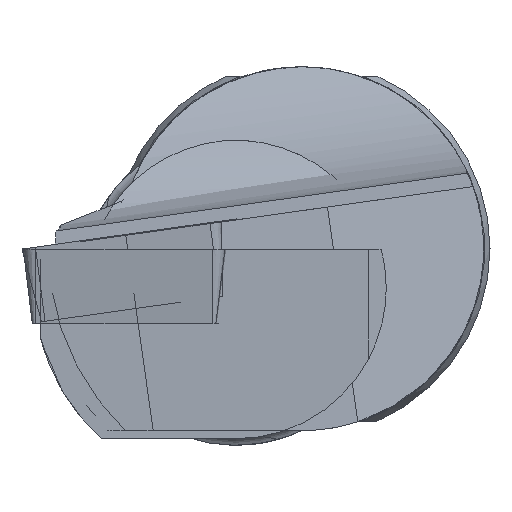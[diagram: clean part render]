
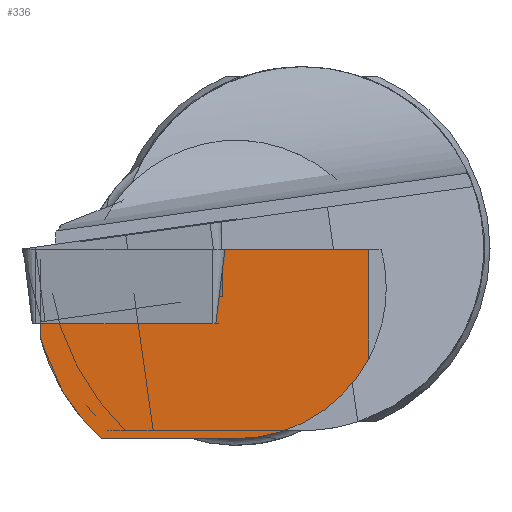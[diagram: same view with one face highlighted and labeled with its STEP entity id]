
A CAD part, left-side view. The second image highlights one B-rep face of the part: STEP entity #336.
In plain terms, the highlighted planar face has unit normal (-1, 0, 0).
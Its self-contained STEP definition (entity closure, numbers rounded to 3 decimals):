
#262=CIRCLE('',#1529,6.425);
#265=CIRCLE('',#1535,4.788);
#336=ADVANCED_FACE('',(#439),#382,.F.);
#382=PLANE('',#1536);
#439=FACE_OUTER_BOUND('',#541,.T.);
#541=EDGE_LOOP('',(#855,#856,#857,#858,#859,#860));
#855=ORIENTED_EDGE('',*,*,#1230,.T.);
#856=ORIENTED_EDGE('',*,*,#1231,.F.);
#857=ORIENTED_EDGE('',*,*,#1232,.T.);
#858=ORIENTED_EDGE('',*,*,#1233,.T.);
#859=ORIENTED_EDGE('',*,*,#1224,.F.);
#860=ORIENTED_EDGE('',*,*,#1234,.T.);
#1049=VERTEX_POINT('',#2461);
#1050=VERTEX_POINT('',#2463);
#1054=VERTEX_POINT('',#2481);
#1055=VERTEX_POINT('',#2482);
#1056=VERTEX_POINT('',#2484);
#1057=VERTEX_POINT('',#2486);
#1224=EDGE_CURVE('',#1049,#1050,#262,.T.);
#1230=EDGE_CURVE('',#1054,#1055,#265,.T.);
#1231=EDGE_CURVE('',#1056,#1055,#1319,.T.);
#1232=EDGE_CURVE('',#1056,#1057,#1320,.T.);
#1233=EDGE_CURVE('',#1057,#1050,#1321,.T.);
#1234=EDGE_CURVE('',#1049,#1054,#1322,.T.);
#1319=LINE('',#2483,#1390);
#1320=LINE('',#2485,#1391);
#1321=LINE('',#2487,#1392);
#1322=LINE('',#2488,#1393);
#1390=VECTOR('',#1889,1.);
#1391=VECTOR('',#1890,1.);
#1392=VECTOR('',#1891,1.);
#1393=VECTOR('',#1892,1.);
#1529=AXIS2_PLACEMENT_3D('',#2462,#1875,#1876);
#1535=AXIS2_PLACEMENT_3D('',#2480,#1887,#1888);
#1536=AXIS2_PLACEMENT_3D('',#2489,#1893,#1894);
#1875=DIRECTION('',(1.,0.,0.));
#1876=DIRECTION('',(0.,0.,-1.));
#1887=DIRECTION('',(-1.,0.,0.));
#1888=DIRECTION('',(0.,0.,1.));
#1889=DIRECTION('',(0.,0.,-1.));
#1890=DIRECTION('',(0.,1.,0.));
#1891=DIRECTION('',(0.,0.,-1.));
#1892=DIRECTION('',(0.,-1.,0.));
#1893=DIRECTION('',(1.,0.,0.));
#1894=DIRECTION('',(0.,0.,-1.));
#2461=CARTESIAN_POINT('',(0.544,-2.574,-6.038));
#2462=CARTESIAN_POINT('',(0.544,-6.859,-1.25));
#2463=CARTESIAN_POINT('',(0.544,-0.619,-2.781));
#2480=CARTESIAN_POINT('',(0.544,-6.859,-1.25));
#2481=CARTESIAN_POINT('',(0.544,-6.859,-6.038));
#2482=CARTESIAN_POINT('',(0.544,-11.084,-3.502));
#2483=CARTESIAN_POINT('',(0.544,-11.084,8.75));
#2484=CARTESIAN_POINT('',(0.544,-11.084,-0.01));
#2485=CARTESIAN_POINT('',(0.544,-16.859,-0.01));
#2486=CARTESIAN_POINT('',(0.544,-0.619,-0.01));
#2487=CARTESIAN_POINT('',(0.544,-0.619,8.75));
#2488=CARTESIAN_POINT('',(0.544,2.141,-6.038));
#2489=CARTESIAN_POINT('',(0.544,-6.859,-1.25));
